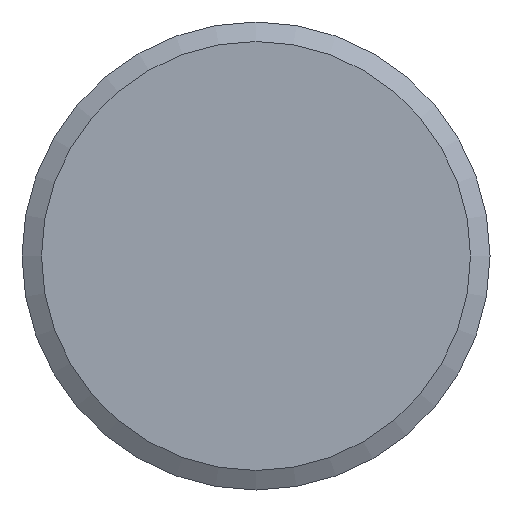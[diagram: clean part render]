
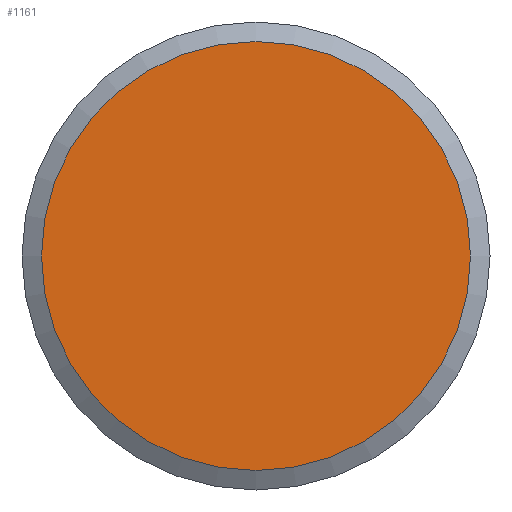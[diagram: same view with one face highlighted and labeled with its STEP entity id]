
A CAD part, front view. The second image highlights one B-rep face of the part: STEP entity #1161.
In plain terms, the highlighted planar face has unit normal (0, -1, 0).
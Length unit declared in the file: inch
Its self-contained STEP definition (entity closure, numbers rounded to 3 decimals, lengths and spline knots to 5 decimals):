
#95 = EDGE_LOOP ( 'NONE', ( #611 ) ) ;
#193 = CARTESIAN_POINT ( 'NONE',  ( -0.56299, -2.3622, -0.56356 ) ) ;
#516 = CARTESIAN_POINT ( 'NONE',  ( 0., -2.3622, 0.54134 ) ) ;
#583 = AXIS2_PLACEMENT_3D ( 'NONE', #193, #1611, #956 ) ;
#611 = ORIENTED_EDGE ( 'NONE', *, *, #901, .F. ) ;
#892 = FACE_OUTER_BOUND ( 'NONE', #95, .T. ) ;
#901 = EDGE_CURVE ( 'NONE', #1090, #1090, #1587, .T. ) ;
#956 = DIRECTION ( 'NONE',  ( 0., 0., -1. ) ) ;
#1014 = AXIS2_PLACEMENT_3D ( 'NONE', #1301, #1686, #1027 ) ;
#1027 = DIRECTION ( 'NONE',  ( 0., 0., 1. ) ) ;
#1066 = PLANE ( 'NONE',  #583 ) ;
#1090 = VERTEX_POINT ( 'NONE', #516 ) ;
#1161 = ADVANCED_FACE ( 'NONE', ( #892 ), #1066, .T. ) ;
#1301 = CARTESIAN_POINT ( 'NONE',  ( 0., -2.3622, 0. ) ) ;
#1587 = CIRCLE ( 'NONE', #1014, 0.54134 ) ;
#1611 = DIRECTION ( 'NONE',  ( 0., -1., 0. ) ) ;
#1686 = DIRECTION ( 'NONE',  ( 0., 1., 0. ) ) ;
